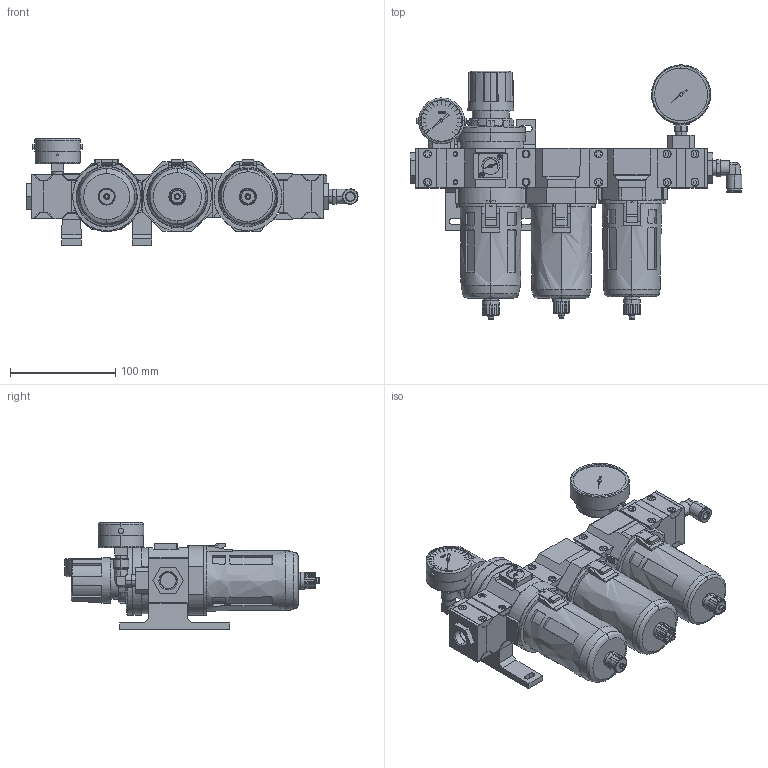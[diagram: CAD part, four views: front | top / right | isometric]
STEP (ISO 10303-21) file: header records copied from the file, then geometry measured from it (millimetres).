
FILE_DESCRIPTION(('FreeCAD Model'),'2;1');
FILE_NAME('Open CASCADE Shape Model','2025-05-02T20:06:01',('FreeCAD'),( 'FreeCAD'),'Open CASCADE STEP processor 7.6','FreeCAD','Unknown');
FILE_SCHEMA(('AUTOMOTIVE_DESIGN { 1 0 10303 214 1 1 1 1 }'));
Products named in the file (1): Open CASCADE STEP translator 7.6 1
Bounding box: 316.11 x 241.93 x 101.24 mm (x, y, z)
Volume: 1593273.8 mm3; surface area: 259147.8 mm2
Topology: 35 solids, 35 shells, 2455 faces, 6404 edges, 4232 vertices
Faces by surface type: bspline 2455
Entity records: 84447 total; most frequent: CARTESIAN_POINT 46124, ORIENTED_EDGE 12800, EDGE_CURVE 6400, B_SPLINE_CURVE_WITH_KNOTS 5299, VERTEX_POINT 4232, FACE_BOUND 2744, EDGE_LOOP 2744, ADVANCED_FACE 2455
